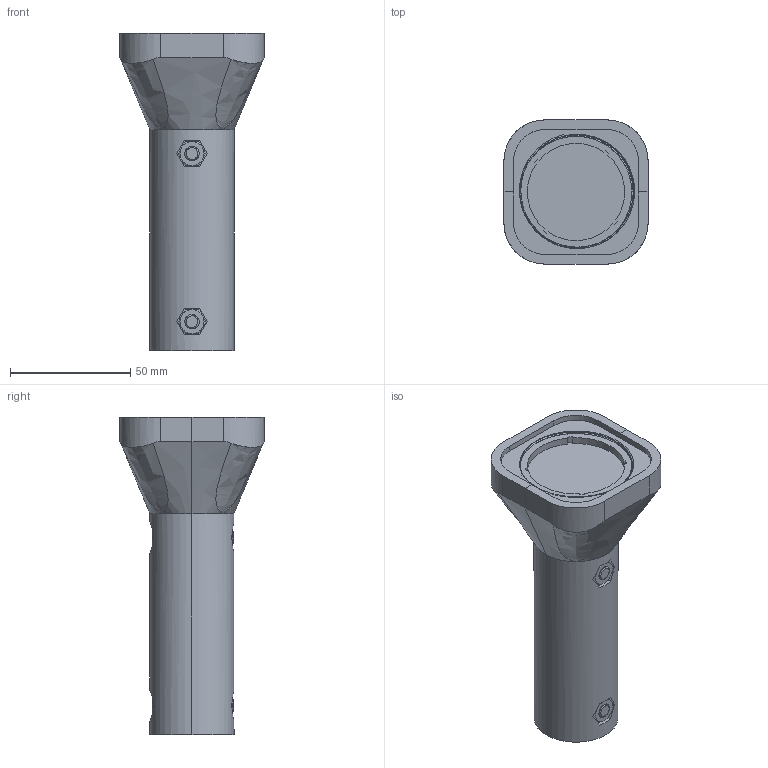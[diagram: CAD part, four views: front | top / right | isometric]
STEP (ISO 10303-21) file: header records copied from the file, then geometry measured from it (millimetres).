
FILE_DESCRIPTION (( 'STEP AP214' ), '1' );
FILE_NAME ('PRODUCTION BOM.STEP', '2021-08-26T08:59:05', ( '' ), ( '' ), 'SwSTEP 2.0', 'SolidWorks 2019', '' );
FILE_SCHEMA (( 'AUTOMOTIVE_DESIGN' ));
Length unit declared in the file: millimetre
Products named in the file (12): TORCH BODY - UPPER; MOULDED PARTS; BULB HOUSING; LENS; PAN HEAD SCREW M6 x 30_BS EN ISO 1580 - M6 x 30 - 30C; PRODUCTION BOM; BULB; BO PARTS; TORCH BODY - LOWER; SPECIAL PARTS; M6 HEX NUT_BS EN 24034 - M6 - C; LENS RETAINING RING
Assembly tree (13 placements, depth 3):
  PRODUCTION BOM
    MOULDED PARTS
      TORCH BODY - LOWER
      TORCH BODY - UPPER
      LENS RETAINING RING
    BO PARTS
      BULB
      LENS
      PAN HEAD SCREW M6 x 30_BS EN ISO 1580 - M6 x 30 - 30C  x2
      M6 HEX NUT_BS EN 24034 - M6 - C  x2
    SPECIAL PARTS
      BULB HOUSING
Bounding box: 60 x 60 x 132 mm (x, y, z)
Volume: 63462.6 mm3; surface area: 61953 mm2
Topology: 10 solids, 10 shells, 699 faces, 1806 edges, 1124 vertices
Faces by surface type: cone 278, cylinder 225, plane 141, bspline 44, sphere 7, torus 4
Entity records: 27740 total; most frequent: CARTESIAN_POINT 15756, ORIENTED_EDGE 2464, DIRECTION 2384, EDGE_CURVE 1232, AXIS2_PLACEMENT_3D 939, VERTEX_POINT 779, EDGE_LOOP 515, VECTOR 506
